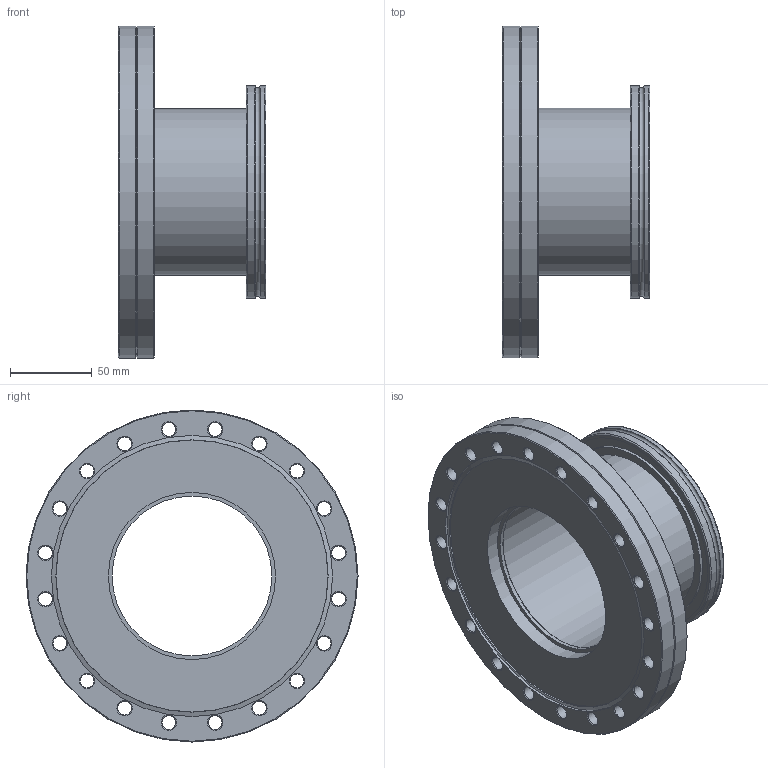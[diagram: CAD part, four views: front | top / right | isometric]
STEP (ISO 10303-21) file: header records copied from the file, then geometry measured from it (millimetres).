
FILE_DESCRIPTION (( 'STEP AP214' ), '1' );
FILE_NAME ('AD1CF160ISOK100FULLVAC.STEP', '2025-12-09T10:17:25', ( '' ), ( '' ), 'SwSTEP 2.0', 'SolidWorks 2017', '' );
FILE_SCHEMA (( 'AUTOMOTIVE_DESIGN' ));
Length unit declared in the file: millimetre
Products named in the file (4): BS1ISOK100 FULLVAC_102; AD1CF160ISOK100FULLVAC; BS1CF160102FULLVAC; TUBEDNSTANDARDFULLVAC_DN100-AD1
Assembly tree (3 placements, depth 2):
  AD1CF160ISOK100FULLVAC
    TUBEDNSTANDARDFULLVAC_DN100-AD1
    BS1CF160102FULLVAC
    BS1ISOK100 FULLVAC_102
Bounding box: 90 x 202.5 x 202.5 mm (x, y, z)
Volume: 583022.9 mm3; surface area: 147366.4 mm2
Topology: 3 solids, 3 shells, 98 faces, 224 edges, 139 vertices
Faces by surface type: cone 44, cylinder 35, plane 13, torus 6
Full cylindrical faces by diameter (mm): 8.4 x20, 97.4 x1, 98 x1, 100.8 x1, 102 x3, 102.15 x1, 102.25 x1, 112.3 x1, 125 x1, 130 x2, 171.5 x1, 202.5 x2
Entity records: 2410 total; most frequent: DIRECTION 444, CARTESIAN_POINT 340, ORIENTED_EDGE 236, EDGE_LOOP 236, AXIS2_PLACEMENT_3D 222, FACE_OUTER_BOUND 139, VERTEX_POINT 118, EDGE_CURVE 118
